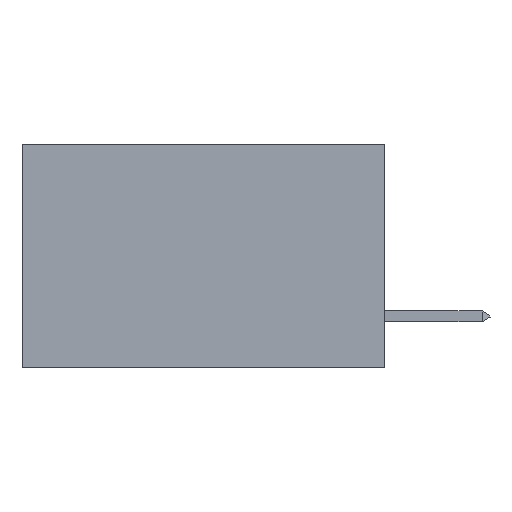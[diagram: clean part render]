
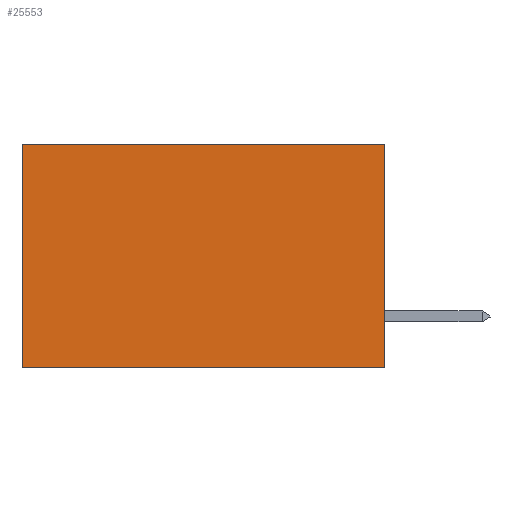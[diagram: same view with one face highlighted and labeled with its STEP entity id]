
A CAD part, left-side view. The second image highlights one B-rep face of the part: STEP entity #25553.
In plain terms, the highlighted planar face has unit normal (-1, 0, 0).
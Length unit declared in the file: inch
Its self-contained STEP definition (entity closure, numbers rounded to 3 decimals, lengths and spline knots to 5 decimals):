
#521 = VECTOR ( 'NONE', #13065, 39.37008 ) ;
#1523 = LINE ( 'NONE', #1823, #11913 ) ;
#1823 = CARTESIAN_POINT ( 'NONE',  ( 0.2875, 0., -0.37 ) ) ;
#6562 = EDGE_LOOP ( 'NONE', ( #19317, #9434, #16074, #17827 ) ) ;
#6783 = LINE ( 'NONE', #23511, #521 ) ;
#7286 = LINE ( 'NONE', #20755, #12130 ) ;
#7498 = CARTESIAN_POINT ( 'NONE',  ( 0.2875, 0., -0.37 ) ) ;
#7526 = CARTESIAN_POINT ( 'NONE',  ( 0.2875, 0., 0. ) ) ;
#9434 = ORIENTED_EDGE ( 'NONE', *, *, #25178, .F. ) ;
#10652 = VERTEX_POINT ( 'NONE', #25036 ) ;
#11670 = DIRECTION ( 'NONE',  ( 0., 0., -1. ) ) ;
#11913 = VECTOR ( 'NONE', #12160, 39.37008 ) ;
#12130 = VECTOR ( 'NONE', #22845, 39.37008 ) ;
#12160 = DIRECTION ( 'NONE',  ( 0., 1., 0. ) ) ;
#12565 = FACE_OUTER_BOUND ( 'NONE', #6562, .T. ) ;
#13065 = DIRECTION ( 'NONE',  ( 0., 0., -1. ) ) ;
#16074 = ORIENTED_EDGE ( 'NONE', *, *, #19979, .F. ) ;
#16254 = CARTESIAN_POINT ( 'NONE',  ( 0.2875, 0.6, 0. ) ) ;
#16270 = EDGE_CURVE ( 'NONE', #10652, #23722, #7286, .T. ) ;
#17827 = ORIENTED_EDGE ( 'NONE', *, *, #16270, .T. ) ;
#19317 = ORIENTED_EDGE ( 'NONE', *, *, #22872, .T. ) ;
#19979 = EDGE_CURVE ( 'NONE', #10652, #26650, #6783, .T. ) ;
#20564 = VECTOR ( 'NONE', #26719, 39.37008 ) ;
#20755 = CARTESIAN_POINT ( 'NONE',  ( 0.2875, 0., 0. ) ) ;
#22128 = PLANE ( 'NONE',  #25017 ) ;
#22779 = CARTESIAN_POINT ( 'NONE',  ( 0.2875, 0.6, -0.37 ) ) ;
#22845 = DIRECTION ( 'NONE',  ( 0., 1., 0. ) ) ;
#22872 = EDGE_CURVE ( 'NONE', #23722, #23842, #26121, .T. ) ;
#23511 = CARTESIAN_POINT ( 'NONE',  ( 0.2875, 0., 0. ) ) ;
#23722 = VERTEX_POINT ( 'NONE', #24385 ) ;
#23842 = VERTEX_POINT ( 'NONE', #22779 ) ;
#24207 = DIRECTION ( 'NONE',  ( 1., 0., 0. ) ) ;
#24385 = CARTESIAN_POINT ( 'NONE',  ( 0.2875, 0.6, 0. ) ) ;
#25017 = AXIS2_PLACEMENT_3D ( 'NONE', #7526, #24207, #11670 ) ;
#25036 = CARTESIAN_POINT ( 'NONE',  ( 0.2875, 0., 0. ) ) ;
#25178 = EDGE_CURVE ( 'NONE', #26650, #23842, #1523, .T. ) ;
#25553 = ADVANCED_FACE ( 'NONE', ( #12565 ), #22128, .F. ) ;
#26121 = LINE ( 'NONE', #16254, #20564 ) ;
#26650 = VERTEX_POINT ( 'NONE', #7498 ) ;
#26719 = DIRECTION ( 'NONE',  ( 0., 0., -1. ) ) ;
